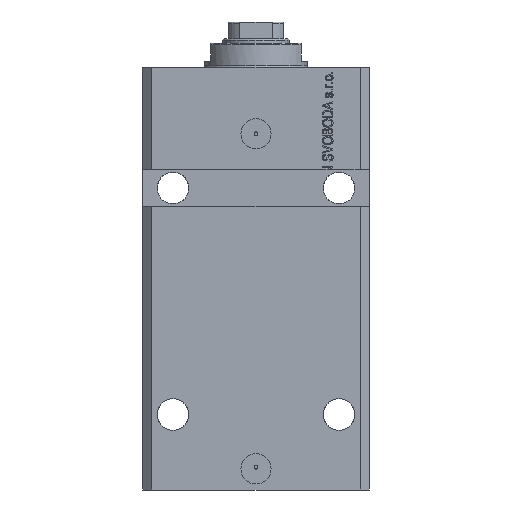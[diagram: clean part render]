
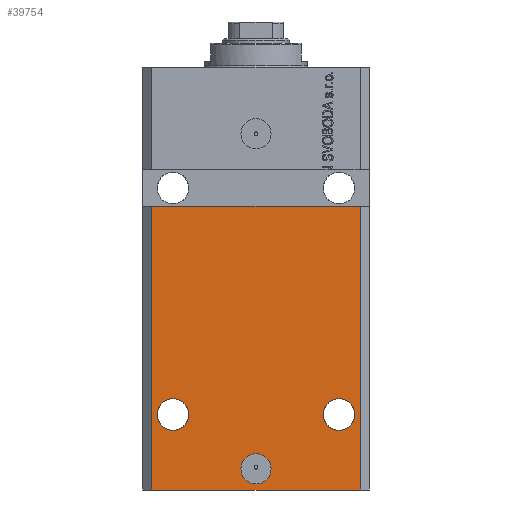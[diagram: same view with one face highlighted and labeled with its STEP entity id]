
A CAD part, front view. The second image highlights one B-rep face of the part: STEP entity #39754.
In plain terms, the highlighted planar face has unit normal (0, -1, 0).
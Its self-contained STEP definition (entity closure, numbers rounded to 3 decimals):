
#178 = VERTEX_POINT ( 'NONE', #11417 ) ;
#184 = AXIS2_PLACEMENT_3D ( 'NONE', #2662, #16445, #8757 ) ;
#245 = CARTESIAN_POINT ( 'NONE',  ( -37.5, -27.5, -46. ) ) ;
#1255 = EDGE_CURVE ( 'NONE', #7307, #178, #36691, .T. ) ;
#1628 = ORIENTED_EDGE ( 'NONE', *, *, #19323, .F. ) ;
#2662 = CARTESIAN_POINT ( 'NONE',  ( 0., -27.5, -133. ) ) ;
#3686 = ORIENTED_EDGE ( 'NONE', *, *, #11549, .F. ) ;
#3846 = CARTESIAN_POINT ( 'NONE',  ( -34.5, -27.5, -140. ) ) ;
#4380 = CIRCLE ( 'NONE', #29599, 5.25 ) ;
#4486 = VERTEX_POINT ( 'NONE', #9278 ) ;
#5080 = VERTEX_POINT ( 'NONE', #26922 ) ;
#5466 = EDGE_CURVE ( 'NONE', #5977, #7307, #34775, .T. ) ;
#5977 = VERTEX_POINT ( 'NONE', #29260 ) ;
#6056 = FACE_BOUND ( 'NONE', #23310, .T. ) ;
#6276 = CARTESIAN_POINT ( 'NONE',  ( -34.5, -27.5, -140. ) ) ;
#6505 = EDGE_CURVE ( 'NONE', #42951, #178, #9280, .T. ) ;
#6531 = EDGE_CURVE ( 'NONE', #5977, #42951, #38157, .T. ) ;
#7307 = VERTEX_POINT ( 'NONE', #37479 ) ;
#7889 = CARTESIAN_POINT ( 'NONE',  ( -34.5, -27.5, -140. ) ) ;
#8114 = CIRCLE ( 'NONE', #184, 5. ) ;
#8633 = ORIENTED_EDGE ( 'NONE', *, *, #16022, .F. ) ;
#8757 = DIRECTION ( 'NONE',  ( 1., 0., 0. ) ) ;
#9226 = CIRCLE ( 'NONE', #33003, 5.25 ) ;
#9278 = CARTESIAN_POINT ( 'NONE',  ( -5., -27.5, -133. ) ) ;
#9280 = LINE ( 'NONE', #245, #42952 ) ;
#9893 = DIRECTION ( 'NONE',  ( 0., 0., -1. ) ) ;
#11149 = CIRCLE ( 'NONE', #44290, 5.25 ) ;
#11417 = CARTESIAN_POINT ( 'NONE',  ( 34.5, -27.5, -46. ) ) ;
#11549 = EDGE_CURVE ( 'NONE', #23882, #31184, #9226, .T. ) ;
#12639 = FACE_OUTER_BOUND ( 'NONE', #31449, .T. ) ;
#13259 = EDGE_LOOP ( 'NONE', ( #16342, #18820 ) ) ;
#13913 = DIRECTION ( 'NONE',  ( 1., 0., 0. ) ) ;
#14132 = DIRECTION ( 'NONE',  ( 0., -1., 0. ) ) ;
#14280 = CARTESIAN_POINT ( 'NONE',  ( 22.25, -27.5, -115. ) ) ;
#15294 = EDGE_CURVE ( 'NONE', #30632, #5080, #4380, .T. ) ;
#16022 = EDGE_CURVE ( 'NONE', #5080, #30632, #11149, .T. ) ;
#16342 = ORIENTED_EDGE ( 'NONE', *, *, #22721, .F. ) ;
#16445 = DIRECTION ( 'NONE',  ( 0., -1., 0. ) ) ;
#18820 = ORIENTED_EDGE ( 'NONE', *, *, #43820, .F. ) ;
#19323 = EDGE_CURVE ( 'NONE', #31184, #23882, #32102, .T. ) ;
#19366 = DIRECTION ( 'NONE',  ( 0., -1., 0. ) ) ;
#19823 = FACE_BOUND ( 'NONE', #13259, .T. ) ;
#20998 = DIRECTION ( 'NONE',  ( 1., 0., 0. ) ) ;
#22721 = EDGE_CURVE ( 'NONE', #43312, #4486, #32198, .T. ) ;
#23310 = EDGE_LOOP ( 'NONE', ( #8633, #23846 ) ) ;
#23451 = DIRECTION ( 'NONE',  ( 0., -1., 0. ) ) ;
#23846 = ORIENTED_EDGE ( 'NONE', *, *, #15294, .F. ) ;
#23882 = VERTEX_POINT ( 'NONE', #44134 ) ;
#24106 = DIRECTION ( 'NONE',  ( 0., -1., 0. ) ) ;
#24933 = CARTESIAN_POINT ( 'NONE',  ( 27.5, -27.5, -115. ) ) ;
#25639 = AXIS2_PLACEMENT_3D ( 'NONE', #37666, #23451, #41053 ) ;
#25764 = VECTOR ( 'NONE', #35219, 1000. ) ;
#26367 = VECTOR ( 'NONE', #33299, 1000. ) ;
#26612 = DIRECTION ( 'NONE',  ( 0., -1., 0. ) ) ;
#26922 = CARTESIAN_POINT ( 'NONE',  ( 32.75, -27.5, -115. ) ) ;
#27502 = CARTESIAN_POINT ( 'NONE',  ( 27.5, -27.5, -115. ) ) ;
#28028 = ORIENTED_EDGE ( 'NONE', *, *, #6531, .F. ) ;
#28209 = DIRECTION ( 'NONE',  ( 0., 0., 1. ) ) ;
#28448 = ORIENTED_EDGE ( 'NONE', *, *, #5466, .T. ) ;
#29260 = CARTESIAN_POINT ( 'NONE',  ( -34.5, -27.5, -140. ) ) ;
#29599 = AXIS2_PLACEMENT_3D ( 'NONE', #24933, #14132, #13913 ) ;
#29616 = AXIS2_PLACEMENT_3D ( 'NONE', #6276, #26612, #9893 ) ;
#30428 = FACE_BOUND ( 'NONE', #41250, .T. ) ;
#30632 = VERTEX_POINT ( 'NONE', #14280 ) ;
#31184 = VERTEX_POINT ( 'NONE', #35860 ) ;
#31449 = EDGE_LOOP ( 'NONE', ( #40765, #28028, #28448, #42850 ) ) ;
#32102 = CIRCLE ( 'NONE', #25639, 5.25 ) ;
#32198 = CIRCLE ( 'NONE', #36536, 5. ) ;
#33003 = AXIS2_PLACEMENT_3D ( 'NONE', #43060, #19366, #33135 ) ;
#33135 = DIRECTION ( 'NONE',  ( -1., 0., 0. ) ) ;
#33299 = DIRECTION ( 'NONE',  ( 0., 0., 1. ) ) ;
#33350 = DIRECTION ( 'NONE',  ( 0., -1., 0. ) ) ;
#33520 = CARTESIAN_POINT ( 'NONE',  ( 34.5, -27.5, -140. ) ) ;
#33602 = PLANE ( 'NONE',  #29616 ) ;
#34775 = LINE ( 'NONE', #3846, #25764 ) ;
#35219 = DIRECTION ( 'NONE',  ( 1., 0., 0. ) ) ;
#35860 = CARTESIAN_POINT ( 'NONE',  ( -22.25, -27.5, -115. ) ) ;
#36295 = CARTESIAN_POINT ( 'NONE',  ( 0., -27.5, -133. ) ) ;
#36536 = AXIS2_PLACEMENT_3D ( 'NONE', #36295, #33350, #43729 ) ;
#36691 = LINE ( 'NONE', #33520, #26367 ) ;
#37479 = CARTESIAN_POINT ( 'NONE',  ( 34.5, -27.5, -140. ) ) ;
#37666 = CARTESIAN_POINT ( 'NONE',  ( -27.5, -27.5, -115. ) ) ;
#37731 = CARTESIAN_POINT ( 'NONE',  ( 5., -27.5, -133. ) ) ;
#38157 = LINE ( 'NONE', #7889, #39371 ) ;
#38298 = CARTESIAN_POINT ( 'NONE',  ( -34.5, -27.5, -46. ) ) ;
#39371 = VECTOR ( 'NONE', #28209, 1000. ) ;
#39754 = ADVANCED_FACE ( 'NONE', ( #19823, #6056, #30428, #12639 ), #33602, .T. ) ;
#40765 = ORIENTED_EDGE ( 'NONE', *, *, #6505, .F. ) ;
#41053 = DIRECTION ( 'NONE',  ( -1., 0., 0. ) ) ;
#41250 = EDGE_LOOP ( 'NONE', ( #1628, #3686 ) ) ;
#41271 = DIRECTION ( 'NONE',  ( 1., 0., 0. ) ) ;
#42850 = ORIENTED_EDGE ( 'NONE', *, *, #1255, .T. ) ;
#42951 = VERTEX_POINT ( 'NONE', #38298 ) ;
#42952 = VECTOR ( 'NONE', #20998, 1000. ) ;
#43060 = CARTESIAN_POINT ( 'NONE',  ( -27.5, -27.5, -115. ) ) ;
#43312 = VERTEX_POINT ( 'NONE', #37731 ) ;
#43729 = DIRECTION ( 'NONE',  ( 1., 0., 0. ) ) ;
#43820 = EDGE_CURVE ( 'NONE', #4486, #43312, #8114, .T. ) ;
#44134 = CARTESIAN_POINT ( 'NONE',  ( -32.75, -27.5, -115. ) ) ;
#44290 = AXIS2_PLACEMENT_3D ( 'NONE', #27502, #24106, #41271 ) ;
